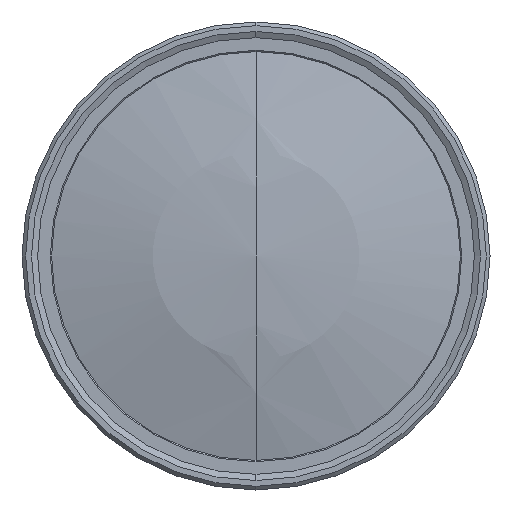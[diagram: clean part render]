
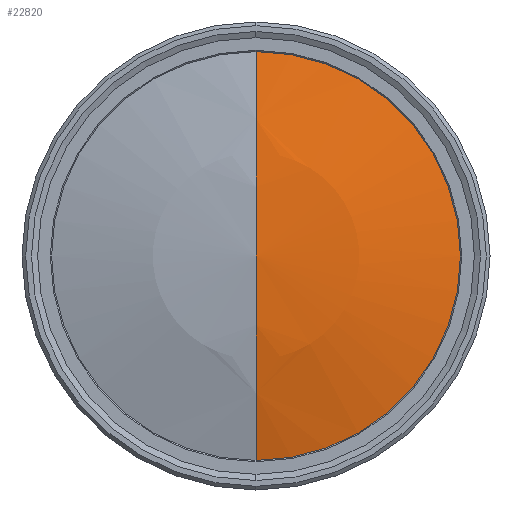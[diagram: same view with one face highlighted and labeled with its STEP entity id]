
A CAD part, front view. The second image highlights one B-rep face of the part: STEP entity #22820.
In plain terms, the highlighted spherical face has radius 60 mm.
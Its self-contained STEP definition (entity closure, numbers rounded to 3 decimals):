
#22530=CARTESIAN_POINT('',(0.,-26.,0.));
#22540=DIRECTION('',(0.,-1.,0.));
#22550=DIRECTION('',(0.,0.,1.));
#22560=AXIS2_PLACEMENT_3D('',#22530,#22540,#22550);
#22570=SPHERICAL_SURFACE('',#22560,60.);
#22580=CARTESIAN_POINT('',(0.,-26.,0.));
#22590=DIRECTION('',(-1.,0.,0.));
#22600=DIRECTION('',(0.,1.,-0.));
#22610=AXIS2_PLACEMENT_3D('',#22580,#22590,#22600);
#22620=CIRCLE('',#22610,60.);
#22630=CARTESIAN_POINT('',(0.,-83.658,-16.6));
#22640=VERTEX_POINT('',#22630);
#22650=CARTESIAN_POINT('',(0.,-86.,0.));
#22660=VERTEX_POINT('',#22650);
#22670=EDGE_CURVE('',#22640,#22660,#22620,.T.);
#22680=ORIENTED_EDGE('',*,*,#22670,.F.);
#22690=CARTESIAN_POINT('',(0.,-83.658,16.6));
#22700=VERTEX_POINT('',#22690);
#22710=EDGE_CURVE('',#22660,#22700,#22620,.T.);
#22720=ORIENTED_EDGE('',*,*,#22710,.F.);
#22730=CARTESIAN_POINT('',(0.,-83.658,0.));
#22740=DIRECTION('',(0.,-1.,0.));
#22750=DIRECTION('',(0.,0.,-1.));
#22760=AXIS2_PLACEMENT_3D('',#22730,#22740,#22750);
#22770=CIRCLE('',#22760,16.6);
#22780=EDGE_CURVE('',#22640,#22700,#22770,.T.);
#22790=ORIENTED_EDGE('',*,*,#22780,.T.);
#22800=EDGE_LOOP('',(#22790,#22720,#22680));
#22810=FACE_OUTER_BOUND('',#22800,.T.);
#22820=ADVANCED_FACE('',(#22810),#22570,.T.);
